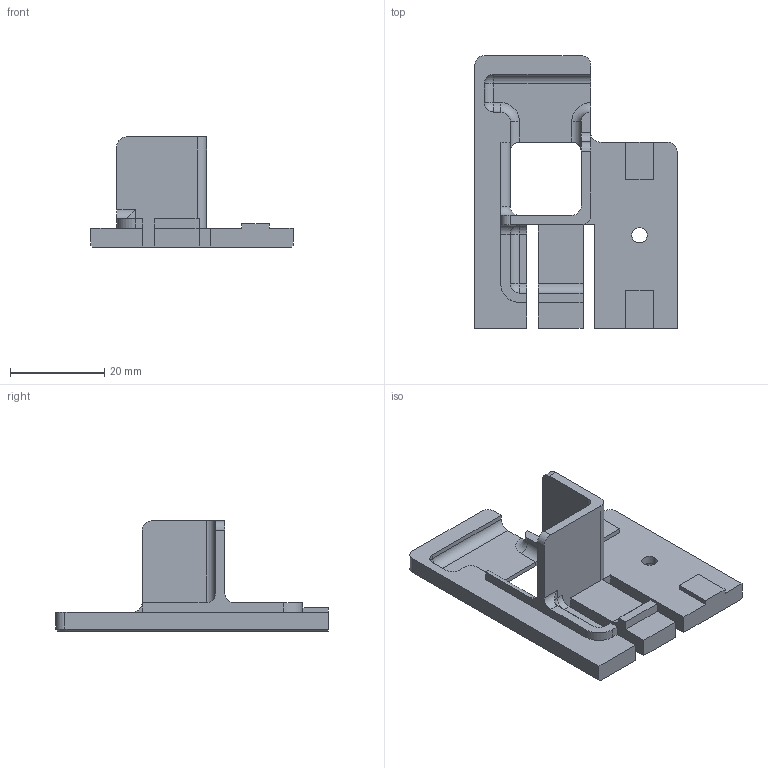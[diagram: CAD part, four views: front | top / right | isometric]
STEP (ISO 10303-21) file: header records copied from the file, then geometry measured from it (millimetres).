
FILE_DESCRIPTION (( 'STEP AP214' ), '1' );
FILE_NAME ('Bottom_Corner_Covers_A_1_with_Passthrough_Hole.STEP', '2023-01-28T00:45:56', ( '' ), ( '' ), 'SwSTEP 2.0', 'SolidWorks 2023', '' );
FILE_SCHEMA (( 'AUTOMOTIVE_DESIGN' ));
Length unit declared in the file: millimetre
Products named in the file (1): Bottom_Corner_Covers_A_1_with_Passthrough_Hole
Bounding box: 43 x 58 x 23.4 mm (x, y, z)
Volume: 7997.9 mm3; surface area: 6626.1 mm2
Topology: 1 solids, 1 shells, 107 faces, 285 edges, 175 vertices
Faces by surface type: plane 63, cylinder 33, sphere 4, cone 4, torus 3
Entity records: 3286 total; most frequent: CARTESIAN_POINT 573, DIRECTION 570, ORIENTED_EDGE 562, EDGE_CURVE 281, VECTOR 202, LINE 202, AXIS2_PLACEMENT_3D 184, VERTEX_POINT 175
